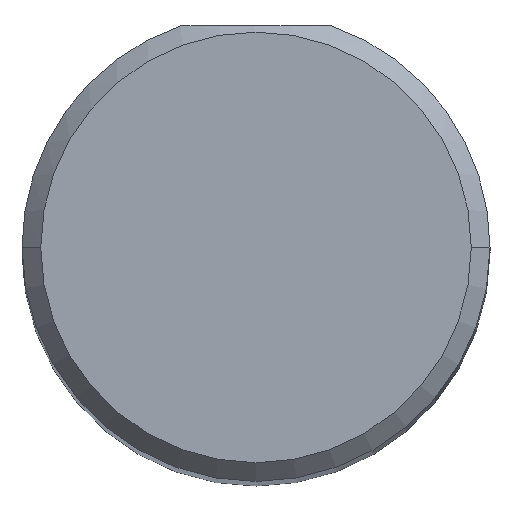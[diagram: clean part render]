
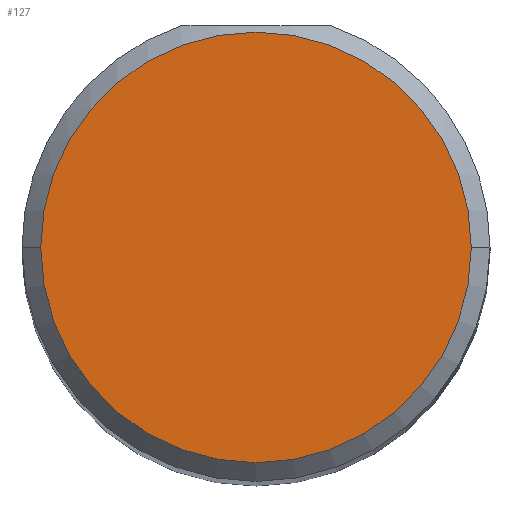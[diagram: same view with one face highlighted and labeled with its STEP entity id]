
A CAD part, top view. The second image highlights one B-rep face of the part: STEP entity #127.
In plain terms, the highlighted planar face has unit normal (0, 0, 1).
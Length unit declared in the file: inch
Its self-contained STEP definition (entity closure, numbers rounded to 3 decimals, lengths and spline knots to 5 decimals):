
#5 = PLANE ( 'NONE',  #207 ) ;
#15 = DIRECTION ( 'NONE',  ( -1., 0., 0. ) ) ;
#36 = CARTESIAN_POINT ( 'NONE',  ( 0.9225, 0., 2.5 ) ) ;
#59 = FACE_OUTER_BOUND ( 'NONE', #401, .T. ) ;
#68 = DIRECTION ( 'NONE',  ( 0., 0., -1. ) ) ;
#127 = ADVANCED_FACE ( 'NONE', ( #59 ), #5, .T. ) ;
#185 = AXIS2_PLACEMENT_3D ( 'NONE', #436, #284, #15 ) ;
#207 = AXIS2_PLACEMENT_3D ( 'NONE', #631, #221, #526 ) ;
#221 = DIRECTION ( 'NONE',  ( 0., 0., 1. ) ) ;
#226 = ORIENTED_EDGE ( 'NONE', *, *, #366, .F. ) ;
#284 = DIRECTION ( 'NONE',  ( 0., 0., -1. ) ) ;
#343 = CIRCLE ( 'NONE', #185, 0.1725 ) ;
#349 = ORIENTED_EDGE ( 'NONE', *, *, #386, .F. ) ;
#366 = EDGE_CURVE ( 'NONE', #558, #454, #413, .T. ) ;
#367 = CARTESIAN_POINT ( 'NONE',  ( 0.5775, 0., 2.5 ) ) ;
#386 = EDGE_CURVE ( 'NONE', #454, #558, #343, .T. ) ;
#396 = CARTESIAN_POINT ( 'NONE',  ( 0.75, 0., 2.5 ) ) ;
#401 = EDGE_LOOP ( 'NONE', ( #349, #226 ) ) ;
#413 = CIRCLE ( 'NONE', #494, 0.1725 ) ;
#436 = CARTESIAN_POINT ( 'NONE',  ( 0.75, 0., 2.5 ) ) ;
#454 = VERTEX_POINT ( 'NONE', #36 ) ;
#494 = AXIS2_PLACEMENT_3D ( 'NONE', #396, #68, #549 ) ;
#526 = DIRECTION ( 'NONE',  ( -1., 0., 0. ) ) ;
#549 = DIRECTION ( 'NONE',  ( -1., 0., 0. ) ) ;
#558 = VERTEX_POINT ( 'NONE', #367 ) ;
#631 = CARTESIAN_POINT ( 'NONE',  ( 0.75, 0., 2.5 ) ) ;
